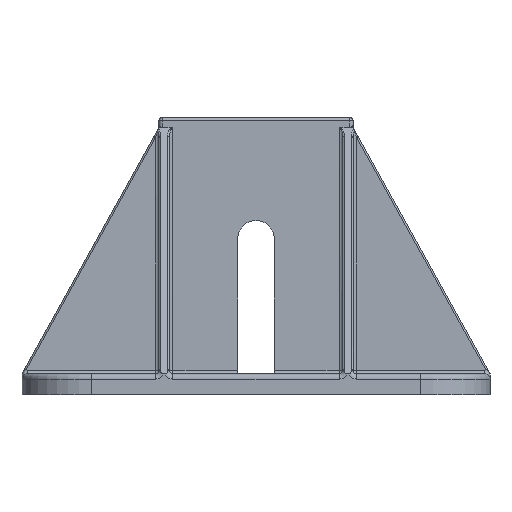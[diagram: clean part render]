
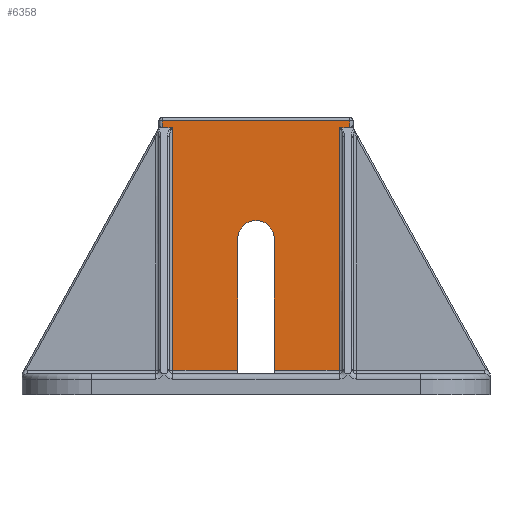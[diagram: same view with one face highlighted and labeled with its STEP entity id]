
A CAD part, front view. The second image highlights one B-rep face of the part: STEP entity #6358.
In plain terms, the highlighted planar face has unit normal (0, -1, 0).
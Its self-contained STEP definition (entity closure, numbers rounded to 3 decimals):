
#842=CARTESIAN_POINT('',(-5.25,-28.0,45.0));
#843=VERTEX_POINT('',#842);
#850=CARTESIAN_POINT('',(-5.25,-28.0,7.));
#851=VERTEX_POINT('',#850);
#852=CARTESIAN_POINT('',(-5.25,-28.0,7.));
#853=DIRECTION('',(0.0,0.0,1.0));
#854=VECTOR('',#853,38.0);
#855=LINE('',#852,#854);
#856=EDGE_CURVE('',#851,#843,#855,.T.);
#1696=CARTESIAN_POINT('',(-24.43,-28.,77.));
#1697=VERTEX_POINT('',#1696);
#1705=CARTESIAN_POINT('',(-27.,-28.0,77.));
#1706=VERTEX_POINT('',#1705);
#1707=CARTESIAN_POINT('',(-27.,-28.0,77.));
#1708=DIRECTION('',(1.0,0.0,0.0));
#1709=VECTOR('',#1708,2.57);
#1710=LINE('',#1707,#1709);
#1711=EDGE_CURVE('',#1706,#1697,#1710,.T.);
#1869=CARTESIAN_POINT('',(-24.,-28.0,76.87));
#1870=VERTEX_POINT('',#1869);
#1871=CARTESIAN_POINT('',(-24.43,-28.0,77.));
#1872=CARTESIAN_POINT('',(-24.414,-28.0,77.));
#1873=CARTESIAN_POINT('',(-24.397,-28.,77.));
#1874=CARTESIAN_POINT('',(-24.327,-28.,76.996));
#1875=CARTESIAN_POINT('',(-24.274,-28.0,76.987));
#1876=CARTESIAN_POINT('',(-24.143,-28.0,76.953));
#1877=CARTESIAN_POINT('',(-24.069,-28.,76.919));
#1878=CARTESIAN_POINT('',(-24.001,-28.,76.871));
#1879=CARTESIAN_POINT('',(-24.001,-28.,76.871));
#1880=CARTESIAN_POINT('',(-24.,-28.,76.87));
#1881=B_SPLINE_CURVE_WITH_KNOTS('',3,(#1871,#1872,#1873,#1874,#1875,#1876,#1877,#1878,#1879,#1880),.UNSPECIFIED.,.F.,.U.,(4,2,2,2,4),(0.0,0.005,0.021,0.046,0.046),.UNSPECIFIED.);
#1882=EDGE_CURVE('',#1870,#1697,#1881,.F.);
#1910=CARTESIAN_POINT('',(-24.,-28.0,7.));
#1911=VERTEX_POINT('',#1910);
#1919=CARTESIAN_POINT('',(-24.,-28.0,7.));
#1920=DIRECTION('',(0.0,0.0,1.0));
#1921=VECTOR('',#1920,69.87);
#1922=LINE('',#1919,#1921);
#1923=EDGE_CURVE('',#1911,#1870,#1922,.T.);
#2102=CARTESIAN_POINT('',(24.43,-28.0,77.0));
#2103=VERTEX_POINT('',#2102);
#2104=CARTESIAN_POINT('',(24.,-28.0,76.87));
#2105=VERTEX_POINT('',#2104);
#2106=CARTESIAN_POINT('',(24.,-28.,76.87));
#2107=CARTESIAN_POINT('',(24.001,-28.,76.871));
#2108=CARTESIAN_POINT('',(24.001,-28.0,76.871));
#2109=CARTESIAN_POINT('',(24.04,-28.0,76.898));
#2110=CARTESIAN_POINT('',(24.081,-28.,76.921));
#2111=CARTESIAN_POINT('',(24.169,-28.,76.959));
#2112=CARTESIAN_POINT('',(24.215,-28.,76.973));
#2113=CARTESIAN_POINT('',(24.318,-28.,76.995));
#2114=CARTESIAN_POINT('',(24.374,-28.0,77.));
#2115=CARTESIAN_POINT('',(24.43,-28.0,77.));
#2116=B_SPLINE_CURVE_WITH_KNOTS('',3,(#2106,#2107,#2108,#2109,#2110,#2111,#2112,#2113,#2114,#2115),.UNSPECIFIED.,.F.,.U.,(4,2,2,2,4),(0.,0.0,0.014,0.029,0.046),.UNSPECIFIED.);
#2117=EDGE_CURVE('',#2103,#2105,#2116,.F.);
#2211=CARTESIAN_POINT('',(27.,-28.0,77.0));
#2212=VERTEX_POINT('',#2211);
#2220=CARTESIAN_POINT('',(24.43,-28.0,77.0));
#2221=DIRECTION('',(1.0,0.0,0.0));
#2222=VECTOR('',#2221,2.57);
#2223=LINE('',#2220,#2222);
#2224=EDGE_CURVE('',#2103,#2212,#2223,.T.);
#6208=CARTESIAN_POINT('',(24.,-28.0,7.));
#6209=VERTEX_POINT('',#6208);
#6241=CARTESIAN_POINT('',(5.25,-28.0,7.));
#6242=VERTEX_POINT('',#6241);
#6252=CARTESIAN_POINT('',(24.,-28.0,7.));
#6253=DIRECTION('',(-1.0,0.0,0.0));
#6254=VECTOR('',#6253,18.75);
#6255=LINE('',#6252,#6254);
#6256=EDGE_CURVE('',#6209,#6242,#6255,.T.);
#6284=CARTESIAN_POINT('',(24.,-28.0,76.87));
#6285=DIRECTION('',(0.0,0.0,-1.0));
#6286=VECTOR('',#6285,69.87);
#6287=LINE('',#6284,#6286);
#6288=EDGE_CURVE('',#2105,#6209,#6287,.T.);
#6300=CARTESIAN_POINT('',(28.,-28.0,6.));
#6301=DIRECTION('',(0.0,-1.0,0.0));
#6302=DIRECTION('',(0.0,0.0,-1.0));
#6303=AXIS2_PLACEMENT_3D('',#6300,#6301,#6302);
#6304=PLANE('',#6303);
#6305=ORIENTED_EDGE('',*,*,#6256,.F.);
#6306=ORIENTED_EDGE('',*,*,#6288,.F.);
#6307=ORIENTED_EDGE('',*,*,#2117,.F.);
#6308=ORIENTED_EDGE('',*,*,#2224,.T.);
#6309=CARTESIAN_POINT('',(27.,-28.0,79.0));
#6310=VERTEX_POINT('',#6309);
#6311=CARTESIAN_POINT('',(27.,-28.0,79.0));
#6312=DIRECTION('',(0.0,0.0,-1.0));
#6313=VECTOR('',#6312,2.0);
#6314=LINE('',#6311,#6313);
#6315=EDGE_CURVE('',#6310,#2212,#6314,.T.);
#6316=ORIENTED_EDGE('',*,*,#6315,.F.);
#6317=CARTESIAN_POINT('',(-27.,-28.0,79.0));
#6318=VERTEX_POINT('',#6317);
#6319=CARTESIAN_POINT('',(-27.,-28.0,79.0));
#6320=DIRECTION('',(1.0,0.0,0.0));
#6321=VECTOR('',#6320,54.0);
#6322=LINE('',#6319,#6321);
#6323=EDGE_CURVE('',#6318,#6310,#6322,.T.);
#6324=ORIENTED_EDGE('',*,*,#6323,.F.);
#6325=CARTESIAN_POINT('',(-27.,-28.0,77.));
#6326=DIRECTION('',(0.0,0.0,1.0));
#6327=VECTOR('',#6326,2.);
#6328=LINE('',#6325,#6327);
#6329=EDGE_CURVE('',#1706,#6318,#6328,.T.);
#6330=ORIENTED_EDGE('',*,*,#6329,.F.);
#6331=ORIENTED_EDGE('',*,*,#1711,.T.);
#6332=ORIENTED_EDGE('',*,*,#1882,.F.);
#6333=ORIENTED_EDGE('',*,*,#1923,.F.);
#6334=CARTESIAN_POINT('',(-5.25,-28.0,7.));
#6335=DIRECTION('',(-1.0,0.0,0.0));
#6336=VECTOR('',#6335,18.75);
#6337=LINE('',#6334,#6336);
#6338=EDGE_CURVE('',#851,#1911,#6337,.T.);
#6339=ORIENTED_EDGE('',*,*,#6338,.F.);
#6340=ORIENTED_EDGE('',*,*,#856,.T.);
#6341=CARTESIAN_POINT('',(5.25,-28.0,45.0));
#6342=VERTEX_POINT('',#6341);
#6343=CARTESIAN_POINT('',(0.,-28.0,45.0));
#6344=DIRECTION('',(0.0,1.0,0.0));
#6345=DIRECTION('',(1.0,0.0,0.0));
#6346=AXIS2_PLACEMENT_3D('',#6343,#6344,#6345);
#6347=CIRCLE('',#6346,5.25);
#6348=EDGE_CURVE('',#843,#6342,#6347,.T.);
#6349=ORIENTED_EDGE('',*,*,#6348,.T.);
#6350=CARTESIAN_POINT('',(5.25,-28.0,45.0));
#6351=DIRECTION('',(0.0,0.0,-1.0));
#6352=VECTOR('',#6351,38.0);
#6353=LINE('',#6350,#6352);
#6354=EDGE_CURVE('',#6342,#6242,#6353,.T.);
#6355=ORIENTED_EDGE('',*,*,#6354,.T.);
#6356=EDGE_LOOP('',(#6305,#6306,#6307,#6308,#6316,#6324,#6330,#6331,#6332,#6333,#6339,#6340,#6349,#6355));
#6357=FACE_OUTER_BOUND('',#6356,.T.);
#6358=ADVANCED_FACE('',(#6357),#6304,.T.);
